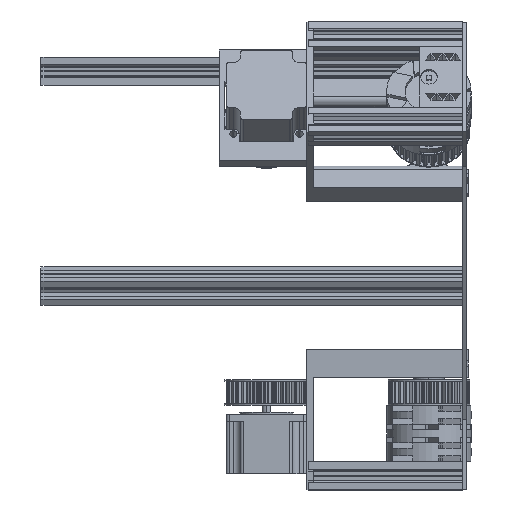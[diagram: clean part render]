
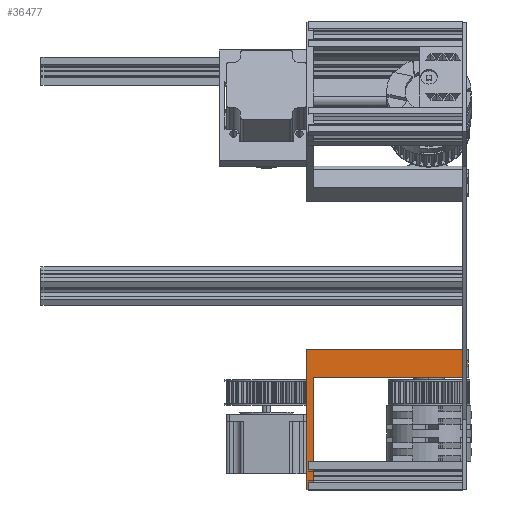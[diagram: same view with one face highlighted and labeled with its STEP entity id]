
A CAD part, left-side view. The second image highlights one B-rep face of the part: STEP entity #36477.
In plain terms, the highlighted planar face has unit normal (-1, 0, 0).
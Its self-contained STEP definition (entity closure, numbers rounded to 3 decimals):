
#557 = ORIENTED_EDGE ( 'NONE', *, *, #970, .F. ) ;
#970 = EDGE_CURVE ( 'NONE', #35287, #34783, #14725, .T. ) ;
#1403 = VERTEX_POINT ( 'NONE', #32597 ) ;
#2275 = CARTESIAN_POINT ( 'NONE',  ( -45., 3.9, -34.659 ) ) ;
#2429 = DIRECTION ( 'NONE',  ( 0., -1., 0. ) ) ;
#2466 = VERTEX_POINT ( 'NONE', #10071 ) ;
#2844 = VECTOR ( 'NONE', #42645, 1000. ) ;
#3070 = LINE ( 'NONE', #42037, #8745 ) ;
#3437 = CARTESIAN_POINT ( 'NONE',  ( -45., 5., 40. ) ) ;
#3438 = CARTESIAN_POINT ( 'NONE',  ( -45., -106.1, 0. ) ) ;
#3956 = CARTESIAN_POINT ( 'NONE',  ( -45., 3.9, -20. ) ) ;
#4511 = EDGE_CURVE ( 'NONE', #8901, #39513, #41367, .T. ) ;
#4861 = DIRECTION ( 'NONE',  ( 0., 0., 1. ) ) ;
#5041 = VECTOR ( 'NONE', #30291, 1000. ) ;
#5377 = CARTESIAN_POINT ( 'NONE',  ( -45., 0., 40. ) ) ;
#5872 = LINE ( 'NONE', #34012, #22693 ) ;
#6352 = DIRECTION ( 'NONE',  ( 0., 0., -1. ) ) ;
#7014 = EDGE_CURVE ( 'NONE', #39513, #24018, #8904, .T. ) ;
#7242 = LINE ( 'NONE', #21320, #16050 ) ;
#7345 = DIRECTION ( 'NONE',  ( 0., 0., -1. ) ) ;
#7410 = CARTESIAN_POINT ( 'NONE',  ( -45., 3.9, -34.659 ) ) ;
#7555 = LINE ( 'NONE', #28560, #2844 ) ;
#7758 = CARTESIAN_POINT ( 'NONE',  ( -45., 5., -40. ) ) ;
#7920 = CARTESIAN_POINT ( 'NONE',  ( -45., 0., -25.341 ) ) ;
#7962 = EDGE_CURVE ( 'NONE', #16066, #18308, #10563, .T. ) ;
#8185 = EDGE_CURVE ( 'NONE', #1403, #32021, #25306, .T. ) ;
#8311 = LINE ( 'NONE', #15694, #16664 ) ;
#8604 = VECTOR ( 'NONE', #21092, 1000. ) ;
#8669 = CARTESIAN_POINT ( 'NONE',  ( -45., 3.9, -25.341 ) ) ;
#8745 = VECTOR ( 'NONE', #10436, 1000. ) ;
#8901 = VERTEX_POINT ( 'NONE', #44952 ) ;
#8904 = LINE ( 'NONE', #8669, #23498 ) ;
#9050 = EDGE_CURVE ( 'NONE', #18308, #2466, #7555, .T. ) ;
#9627 = DIRECTION ( 'NONE',  ( 0., 0., -1. ) ) ;
#9756 = DIRECTION ( 'NONE',  ( 0., 0., -1. ) ) ;
#10071 = CARTESIAN_POINT ( 'NONE',  ( -45., 0., 40. ) ) ;
#10346 = ORIENTED_EDGE ( 'NONE', *, *, #43152, .T. ) ;
#10436 = DIRECTION ( 'NONE',  ( 0., -1., 0. ) ) ;
#10563 = LINE ( 'NONE', #16789, #29937 ) ;
#12073 = VERTEX_POINT ( 'NONE', #2275 ) ;
#13863 = CARTESIAN_POINT ( 'NONE',  ( -45., 3.9, -40. ) ) ;
#13972 = LINE ( 'NONE', #17877, #8604 ) ;
#14046 = PLANE ( 'NONE',  #40467 ) ;
#14323 = DIRECTION ( 'NONE',  ( 0., -1., 0. ) ) ;
#14357 = EDGE_CURVE ( 'NONE', #8901, #41960, #29297, .T. ) ;
#14725 = LINE ( 'NONE', #3438, #20410 ) ;
#15195 = CARTESIAN_POINT ( 'NONE',  ( -45., -106.1, 51.9 ) ) ;
#15401 = ORIENTED_EDGE ( 'NONE', *, *, #4511, .F. ) ;
#15694 = CARTESIAN_POINT ( 'NONE',  ( -45., 5., 40. ) ) ;
#15963 = VECTOR ( 'NONE', #21398, 1000. ) ;
#16050 = VECTOR ( 'NONE', #21757, 1000. ) ;
#16066 = VERTEX_POINT ( 'NONE', #26226 ) ;
#16664 = VECTOR ( 'NONE', #4861, 1000. ) ;
#16789 = CARTESIAN_POINT ( 'NONE',  ( -45., -106.1, 0. ) ) ;
#16965 = CARTESIAN_POINT ( 'NONE',  ( -45., 0., -20. ) ) ;
#17111 = ORIENTED_EDGE ( 'NONE', *, *, #9050, .F. ) ;
#17566 = LINE ( 'NONE', #7410, #23599 ) ;
#17877 = CARTESIAN_POINT ( 'NONE',  ( -45., 0., 40. ) ) ;
#18308 = VERTEX_POINT ( 'NONE', #29711 ) ;
#18467 = EDGE_CURVE ( 'NONE', #25220, #20785, #37546, .T. ) ;
#18593 = CARTESIAN_POINT ( 'NONE',  ( -45., 3.9, -25.341 ) ) ;
#19282 = CARTESIAN_POINT ( 'NONE',  ( -45., -106.1, 60. ) ) ;
#19613 = ORIENTED_EDGE ( 'NONE', *, *, #44641, .F. ) ;
#20410 = VECTOR ( 'NONE', #7345, 1000. ) ;
#20785 = VERTEX_POINT ( 'NONE', #36792 ) ;
#21092 = DIRECTION ( 'NONE',  ( 0., 0., 1. ) ) ;
#21320 = CARTESIAN_POINT ( 'NONE',  ( -45., -106.1, 48.1 ) ) ;
#21398 = DIRECTION ( 'NONE',  ( 0., -1., 0. ) ) ;
#21757 = DIRECTION ( 'NONE',  ( 0., -1., 0. ) ) ;
#22693 = VECTOR ( 'NONE', #2429, 1000. ) ;
#23235 = ORIENTED_EDGE ( 'NONE', *, *, #7962, .F. ) ;
#23445 = ORIENTED_EDGE ( 'NONE', *, *, #14357, .T. ) ;
#23498 = VECTOR ( 'NONE', #33143, 1000. ) ;
#23599 = VECTOR ( 'NONE', #14323, 1000. ) ;
#24018 = VERTEX_POINT ( 'NONE', #7920 ) ;
#24198 = ORIENTED_EDGE ( 'NONE', *, *, #44428, .T. ) ;
#24288 = ORIENTED_EDGE ( 'NONE', *, *, #8185, .T. ) ;
#24319 = EDGE_CURVE ( 'NONE', #12073, #32021, #44899, .T. ) ;
#24574 = CARTESIAN_POINT ( 'NONE',  ( -45., 3.9, 0. ) ) ;
#24857 = DIRECTION ( 'NONE',  ( 0., 0., -1. ) ) ;
#25220 = VERTEX_POINT ( 'NONE', #34723 ) ;
#25306 = LINE ( 'NONE', #7758, #15963 ) ;
#26112 = VERTEX_POINT ( 'NONE', #39664 ) ;
#26226 = CARTESIAN_POINT ( 'NONE',  ( -45., -106.1, 48.1 ) ) ;
#26622 = VECTOR ( 'NONE', #6352, 1000. ) ;
#27277 = VECTOR ( 'NONE', #9756, 1000. ) ;
#27299 = VECTOR ( 'NONE', #42456, 1000. ) ;
#27682 = ORIENTED_EDGE ( 'NONE', *, *, #7014, .F. ) ;
#28331 = DIRECTION ( 'NONE',  ( 1., 0., 0. ) ) ;
#28560 = CARTESIAN_POINT ( 'NONE',  ( -45., -117.1, 40. ) ) ;
#28792 = ORIENTED_EDGE ( 'NONE', *, *, #38674, .F. ) ;
#28829 = ORIENTED_EDGE ( 'NONE', *, *, #40417, .T. ) ;
#28977 = ORIENTED_EDGE ( 'NONE', *, *, #31677, .F. ) ;
#29120 = ORIENTED_EDGE ( 'NONE', *, *, #24319, .F. ) ;
#29297 = LINE ( 'NONE', #3956, #27299 ) ;
#29711 = CARTESIAN_POINT ( 'NONE',  ( -45., -106.1, 40. ) ) ;
#29937 = VECTOR ( 'NONE', #24857, 1000. ) ;
#30291 = DIRECTION ( 'NONE',  ( 0., 0., 1. ) ) ;
#31677 = EDGE_CURVE ( 'NONE', #34920, #35287, #5872, .T. ) ;
#31966 = ORIENTED_EDGE ( 'NONE', *, *, #18467, .F. ) ;
#32021 = VERTEX_POINT ( 'NONE', #13863 ) ;
#32597 = CARTESIAN_POINT ( 'NONE',  ( -45., 5., -40. ) ) ;
#33143 = DIRECTION ( 'NONE',  ( 0., -1., 0. ) ) ;
#34012 = CARTESIAN_POINT ( 'NONE',  ( -45., 5., 60. ) ) ;
#34282 = CARTESIAN_POINT ( 'NONE',  ( -45., -110.1, 40. ) ) ;
#34723 = CARTESIAN_POINT ( 'NONE',  ( -45., -110.1, 51.9 ) ) ;
#34783 = VERTEX_POINT ( 'NONE', #15195 ) ;
#34920 = VERTEX_POINT ( 'NONE', #40570 ) ;
#35287 = VERTEX_POINT ( 'NONE', #19282 ) ;
#36477 = ADVANCED_FACE ( 'NONE', ( #38031 ), #14046, .F. ) ;
#36710 = VECTOR ( 'NONE', #9627, 1000. ) ;
#36792 = CARTESIAN_POINT ( 'NONE',  ( -45., -110.1, 48.1 ) ) ;
#37256 = EDGE_CURVE ( 'NONE', #12073, #26112, #17566, .T. ) ;
#37471 = EDGE_LOOP ( 'NONE', ( #31966, #19613, #557, #28977, #28792, #24288, #29120, #38625, #24198, #27682, #15401, #23445, #10346, #17111, #23235, #28829 ) ) ;
#37546 = LINE ( 'NONE', #34282, #36710 ) ;
#38031 = FACE_OUTER_BOUND ( 'NONE', #37471, .T. ) ;
#38625 = ORIENTED_EDGE ( 'NONE', *, *, #37256, .T. ) ;
#38674 = EDGE_CURVE ( 'NONE', #1403, #34920, #8311, .T. ) ;
#39513 = VERTEX_POINT ( 'NONE', #18593 ) ;
#39664 = CARTESIAN_POINT ( 'NONE',  ( -45., 0., -34.659 ) ) ;
#40417 = EDGE_CURVE ( 'NONE', #16066, #20785, #7242, .T. ) ;
#40467 = AXIS2_PLACEMENT_3D ( 'NONE', #3437, #28331, #42400 ) ;
#40570 = CARTESIAN_POINT ( 'NONE',  ( -45., 5., 60. ) ) ;
#40675 = LINE ( 'NONE', #5377, #5041 ) ;
#41367 = LINE ( 'NONE', #44365, #27277 ) ;
#41960 = VERTEX_POINT ( 'NONE', #16965 ) ;
#42037 = CARTESIAN_POINT ( 'NONE',  ( -45., -106.1, 51.9 ) ) ;
#42400 = DIRECTION ( 'NONE',  ( 0., 0., -1. ) ) ;
#42456 = DIRECTION ( 'NONE',  ( 0., -1., 0. ) ) ;
#42645 = DIRECTION ( 'NONE',  ( 0., 1., 0. ) ) ;
#43152 = EDGE_CURVE ( 'NONE', #41960, #2466, #13972, .T. ) ;
#44365 = CARTESIAN_POINT ( 'NONE',  ( -45., 3.9, 0. ) ) ;
#44428 = EDGE_CURVE ( 'NONE', #26112, #24018, #40675, .T. ) ;
#44641 = EDGE_CURVE ( 'NONE', #34783, #25220, #3070, .T. ) ;
#44899 = LINE ( 'NONE', #24574, #26622 ) ;
#44952 = CARTESIAN_POINT ( 'NONE',  ( -45., 3.9, -20. ) ) ;
